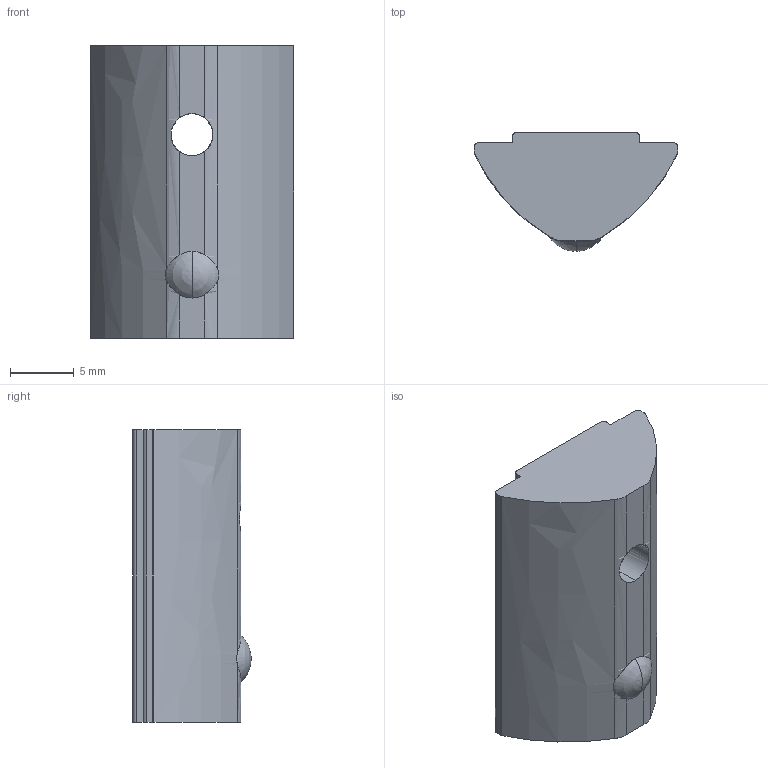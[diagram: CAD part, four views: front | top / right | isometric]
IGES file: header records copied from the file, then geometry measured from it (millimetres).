
Start section: SolidWorks IGES file using analytic representation for surfaces
Global section: file name: ALF-SNM4-16_10.igs; native system: SolidWorks 2022; preprocessor: SolidWorks 2022; author: kb; date: 240809.154114; units: millimetre
Bounding box: 16 x 9.3 x 23 mm (x, y, z)
Surface area: 1203.5 mm2 (no closed solid volume)
Topology: 0 solids, 0 shells, 30 faces, 320 edges, 318 vertices
Faces by surface type: revolution 18, bspline 12
